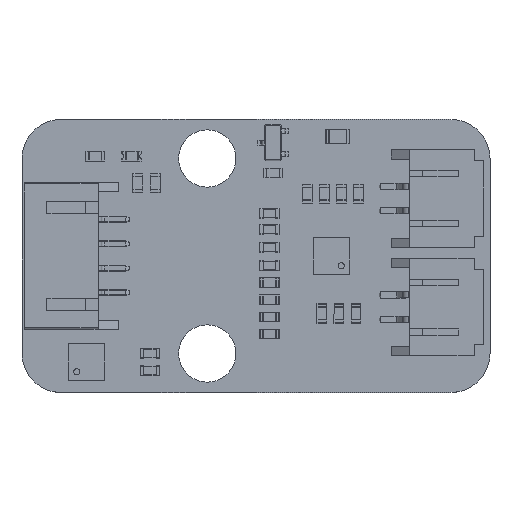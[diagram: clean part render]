
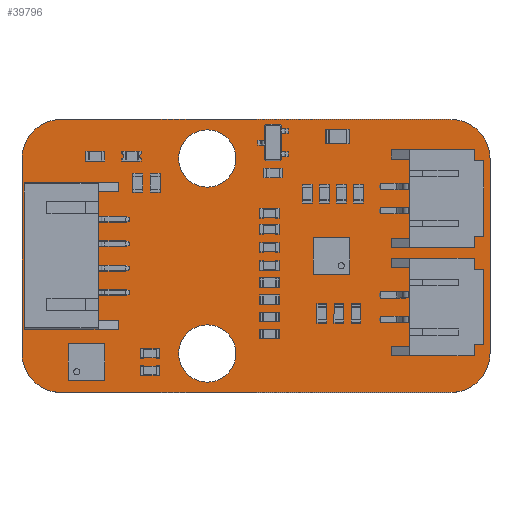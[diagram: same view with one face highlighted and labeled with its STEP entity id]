
A CAD part, top view. The second image highlights one B-rep face of the part: STEP entity #39796.
In plain terms, the highlighted planar face has unit normal (0, 0, 1).
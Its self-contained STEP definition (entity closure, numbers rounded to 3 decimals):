
#39625 = VERTEX_POINT('',#39626);
#39626 = CARTESIAN_POINT('',(74.25,40.,1.6));
#39632 = EDGE_CURVE('',#39625,#39633,#39635,.T.);
#39633 = VERTEX_POINT('',#39634);
#39634 = CARTESIAN_POINT('',(77.45,36.8,1.6));
#39635 = CIRCLE('',#39636,3.2);
#39636 = AXIS2_PLACEMENT_3D('',#39637,#39638,#39639);
#39637 = CARTESIAN_POINT('',(74.25,36.8,1.6));
#39638 = DIRECTION('',(0.,0.,-1.));
#39639 = DIRECTION('',(0.,1.,0.));
#39667 = VERTEX_POINT('',#39668);
#39668 = CARTESIAN_POINT('',(42.25,40.,1.6));
#39674 = EDGE_CURVE('',#39667,#39625,#39675,.T.);
#39675 = LINE('',#39676,#39677);
#39676 = CARTESIAN_POINT('',(42.25,40.,1.6));
#39677 = VECTOR('',#39678,1.);
#39678 = DIRECTION('',(1.,0.,0.));
#39696 = EDGE_CURVE('',#39633,#39697,#39699,.T.);
#39697 = VERTEX_POINT('',#39698);
#39698 = CARTESIAN_POINT('',(77.45,20.8,1.6));
#39699 = LINE('',#39700,#39701);
#39700 = CARTESIAN_POINT('',(77.45,36.8,1.6));
#39701 = VECTOR('',#39702,1.);
#39702 = DIRECTION('',(0.,-1.,0.));
#39796 = ADVANCED_FACE('',(#39797,#39843,#39854),#39865,.T.);
#39797 = FACE_BOUND('',#39798,.T.);
#39798 = EDGE_LOOP('',(#39799,#39800,#39801,#39810,#39818,#39827,#39835,
    #39842));
#39799 = ORIENTED_EDGE('',*,*,#39632,.F.);
#39800 = ORIENTED_EDGE('',*,*,#39674,.F.);
#39801 = ORIENTED_EDGE('',*,*,#39802,.F.);
#39802 = EDGE_CURVE('',#39803,#39667,#39805,.T.);
#39803 = VERTEX_POINT('',#39804);
#39804 = CARTESIAN_POINT('',(39.05,36.8,1.6));
#39805 = CIRCLE('',#39806,3.2);
#39806 = AXIS2_PLACEMENT_3D('',#39807,#39808,#39809);
#39807 = CARTESIAN_POINT('',(42.25,36.8,1.6));
#39808 = DIRECTION('',(0.,0.,-1.));
#39809 = DIRECTION('',(-1.,0.,-0.));
#39810 = ORIENTED_EDGE('',*,*,#39811,.F.);
#39811 = EDGE_CURVE('',#39812,#39803,#39814,.T.);
#39812 = VERTEX_POINT('',#39813);
#39813 = CARTESIAN_POINT('',(39.05,20.8,1.6));
#39814 = LINE('',#39815,#39816);
#39815 = CARTESIAN_POINT('',(39.05,20.8,1.6));
#39816 = VECTOR('',#39817,1.);
#39817 = DIRECTION('',(0.,1.,0.));
#39818 = ORIENTED_EDGE('',*,*,#39819,.F.);
#39819 = EDGE_CURVE('',#39820,#39812,#39822,.T.);
#39820 = VERTEX_POINT('',#39821);
#39821 = CARTESIAN_POINT('',(42.25,17.6,1.6));
#39822 = CIRCLE('',#39823,3.2);
#39823 = AXIS2_PLACEMENT_3D('',#39824,#39825,#39826);
#39824 = CARTESIAN_POINT('',(42.25,20.8,1.6));
#39825 = DIRECTION('',(0.,0.,-1.));
#39826 = DIRECTION('',(0.,-1.,0.));
#39827 = ORIENTED_EDGE('',*,*,#39828,.F.);
#39828 = EDGE_CURVE('',#39829,#39820,#39831,.T.);
#39829 = VERTEX_POINT('',#39830);
#39830 = CARTESIAN_POINT('',(74.25,17.6,1.6));
#39831 = LINE('',#39832,#39833);
#39832 = CARTESIAN_POINT('',(74.25,17.6,1.6));
#39833 = VECTOR('',#39834,1.);
#39834 = DIRECTION('',(-1.,0.,0.));
#39835 = ORIENTED_EDGE('',*,*,#39836,.F.);
#39836 = EDGE_CURVE('',#39697,#39829,#39837,.T.);
#39837 = CIRCLE('',#39838,3.2);
#39838 = AXIS2_PLACEMENT_3D('',#39839,#39840,#39841);
#39839 = CARTESIAN_POINT('',(74.25,20.8,1.6));
#39840 = DIRECTION('',(0.,0.,-1.));
#39841 = DIRECTION('',(1.,0.,0.));
#39842 = ORIENTED_EDGE('',*,*,#39696,.F.);
#39843 = FACE_BOUND('',#39844,.T.);
#39844 = EDGE_LOOP('',(#39845));
#39845 = ORIENTED_EDGE('',*,*,#39846,.T.);
#39846 = EDGE_CURVE('',#39847,#39847,#39849,.T.);
#39847 = VERTEX_POINT('',#39848);
#39848 = CARTESIAN_POINT('',(54.25,18.45,1.6));
#39849 = CIRCLE('',#39850,2.35);
#39850 = AXIS2_PLACEMENT_3D('',#39851,#39852,#39853);
#39851 = CARTESIAN_POINT('',(54.25,20.8,1.6));
#39852 = DIRECTION('',(-0.,0.,-1.));
#39853 = DIRECTION('',(-0.,-1.,0.));
#39854 = FACE_BOUND('',#39855,.T.);
#39855 = EDGE_LOOP('',(#39856));
#39856 = ORIENTED_EDGE('',*,*,#39857,.T.);
#39857 = EDGE_CURVE('',#39858,#39858,#39860,.T.);
#39858 = VERTEX_POINT('',#39859);
#39859 = CARTESIAN_POINT('',(54.25,34.45,1.6));
#39860 = CIRCLE('',#39861,2.35);
#39861 = AXIS2_PLACEMENT_3D('',#39862,#39863,#39864);
#39862 = CARTESIAN_POINT('',(54.25,36.8,1.6));
#39863 = DIRECTION('',(-0.,0.,-1.));
#39864 = DIRECTION('',(-0.,-1.,0.));
#39865 = PLANE('',#39866);
#39866 = AXIS2_PLACEMENT_3D('',#39867,#39868,#39869);
#39867 = CARTESIAN_POINT('',(0.,0.,1.6));
#39868 = DIRECTION('',(0.,0.,1.));
#39869 = DIRECTION('',(1.,0.,-0.));
